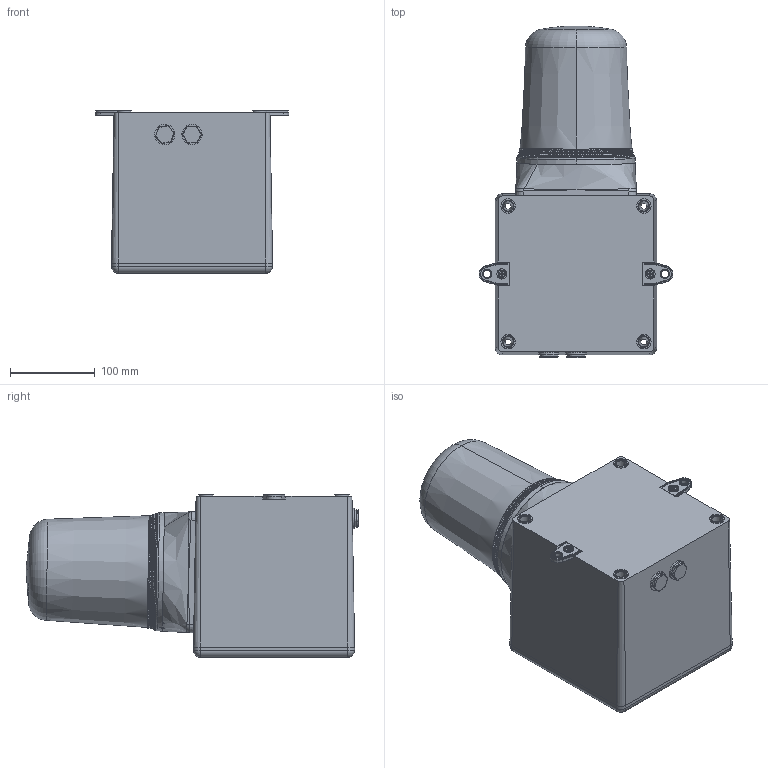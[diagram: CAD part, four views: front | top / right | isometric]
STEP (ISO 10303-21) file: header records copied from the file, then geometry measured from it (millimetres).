
FILE_DESCRIPTION (( 'STEP AP203' ), '1' );
FILE_NAME ('D128-05-001-3D_Issue_A.STEP', '2021-06-30T15:07:17', ( '' ), ( '' ), 'SwSTEP 2.0', 'SolidWorks 2021', '' );
FILE_SCHEMA (( 'CONFIG_CONTROL_DESIGN' ));
Length unit declared in the file: millimetre
Products named in the file (1): D128-05-001-3D_Issue_A
Bounding box: 228.72 x 391.47 x 191.5 mm (x, y, z)
Surface area: 363556 mm2 (no closed solid volume)
Topology: 0 solids, 15 shells, 2216 faces, 7343 edges, 4872 vertices
Faces by surface type: cone 670, plane 614, cylinder 488, torus 395, bspline 43, sphere 6
Entity records: 89828 total; most frequent: CARTESIAN_POINT 32106, ORIENTED_EDGE 12682, DIRECTION 10562, EDGE_CURVE 7334, VERTEX_POINT 4872, AXIS2_PLACEMENT_3D 4302, B_SPLINE_CURVE_WITH_KNOTS 2912, EDGE_LOOP 2262
